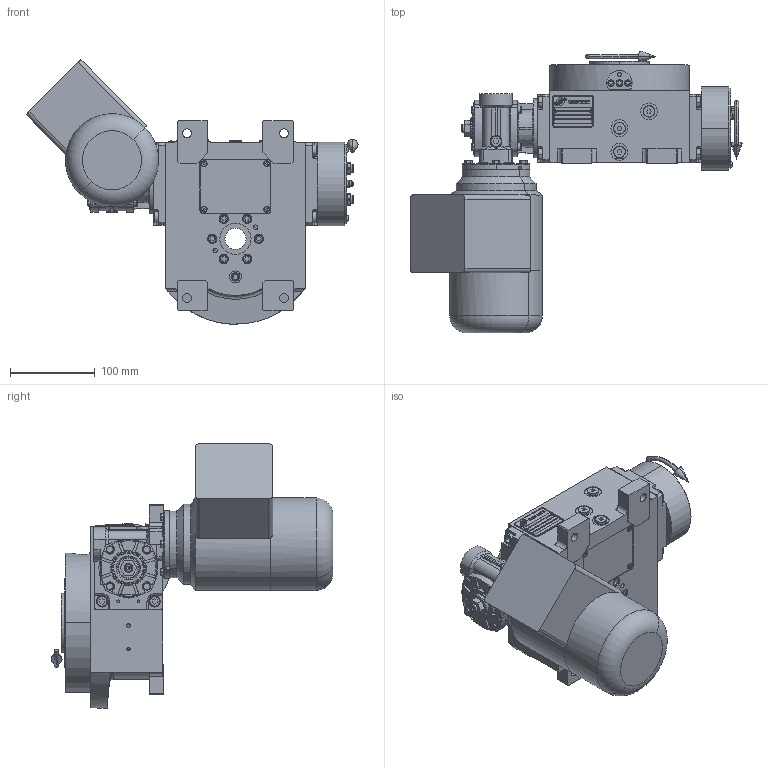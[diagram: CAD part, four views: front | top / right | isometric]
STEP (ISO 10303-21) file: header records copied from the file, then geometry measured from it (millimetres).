
FILE_DESCRIPTION (( 'STEP AP214' ), '1' );
FILE_NAME ('PC5200436.step', '2024-06-25T14:26:50', ( '' ), ( '' ), 'SwSTEP 2.0', 'SolidWorks 2020', '' );
FILE_SCHEMA (( 'AUTOMOTIVE_DESIGN' ));
Length unit declared in the file: millimetre
Products named in the file (86): AS_rig04_004; cfn2000_01_147; PC5200436; cfn2128_05_006; AS_cfn2476_01_001_48x38; cfn2155_01_186; cfn2107_01_001; cfn2000_01_129; cfn2000_01_151; rig04_071_6_m.stp; CFN2010_02_002.stp; cfn2003_01_063; cfn2115_02_213; CFN2000_01_185.stp; cfn2155_01_055; cfn2151_01_087; 900_38_10_023.stp; RIG06_021_AF0.stp; cfn2400_34_001.stp; AS_rig04_014_s_001; CFN2104_02_017.stp; freccia_angolare; cfn2115_01_001; RIG04_005_ASM.stp; CFN2008_01_002.stp; AS_rig04_071_6_m; 900_38_30_005.stp; cfn2070_05_001; CFN2203_02_001.stp; rig04_014_s_001; cfn2205_01_012; MA56B14; rig04_004; rig04_007_master; AS_rig04_015; CFN2010_01_006.stp; rig04_001_a_001; freccia_angolare_albero; CFN2356_03_051.stp; RMI28_FL_LCB_DX_56B14 ...
Assembly tree (80 placements, depth 5):
  PC5200436
    rig04_001_a_001
    AS_cfn2476_01_001_48x38
      cfn2476_01_001_48x38
      cfn2107_01_001
      cfn2107_01_001
    AS_rig04_071_6_m
      rig04_071_6_m.stp
        RIG04_005_ASM.stp
          RIG04_005_AF0.stp
          RIG06_021_AF0.stp
          CFN2000_01_185.stp
          CFN2000_01_185.stp
          CFN2104_02_017.stp
        CFN2155_01_007.stp
        CFN2010_02_002.stp
      rig04_003_6
      cfn2000_01_147
      cfn2000_01_147
      cfn2000_01_147
      cfn2000_01_147
      cfn2000_01_147
      cfn2000_01_147
      cfn2000_01_147
      cfn2000_01_147
      cfn2104_01_016  x2
    AS_rig04_014_s_001
      rig04_014_s_001
      cfn2000_01_151
      cfn2000_01_151
      cfn2000_01_151
      cfn2000_01_151
      cfn2000_01_151
      cfn2000_01_151
      cfn2155_01_186
    AS_rig04_004
      rig04_004
      cfn2155_01_055
      cfn2070_05_001
      cfn2000_01_129  x2
      cfn2000_01_129
      cfn2000_01_129
    AS_rig04_004
      rig04_004
      cfn2155_01_055
      cfn2070_05_001
      cfn2000_01_129  x2
      cfn2000_01_129
      cfn2000_01_129
    AS_rig04_002_bl
      rig04_002_bl
      cfn2115_01_001
    cfn2128_04_011
    cfn2128_04_011
    cfn2128_04_011
    cfn2128_05_006
    AS_rig04_015
      rig04_015
      cfn2003_01_063
      cfn2003_01_063
Bounding box: 392.82 x 333.5 x 312.65 mm (x, y, z)
Volume: 3981783.5 mm3; surface area: 637097.6 mm2
Topology: 82 solids, 82 shells, 3987 faces, 9726 edges, 6159 vertices
Faces by surface type: plane 1836, cylinder 1323, cone 656, torus 119, bspline 33, sphere 20
Entity records: 128582 total; most frequent: CARTESIAN_POINT 30185, DIRECTION 19225, ORIENTED_EDGE 18544, EDGE_CURVE 9272, AXIS2_PLACEMENT_3D 7100, VERTEX_POINT 5951, VECTOR 5025, LINE 5025
